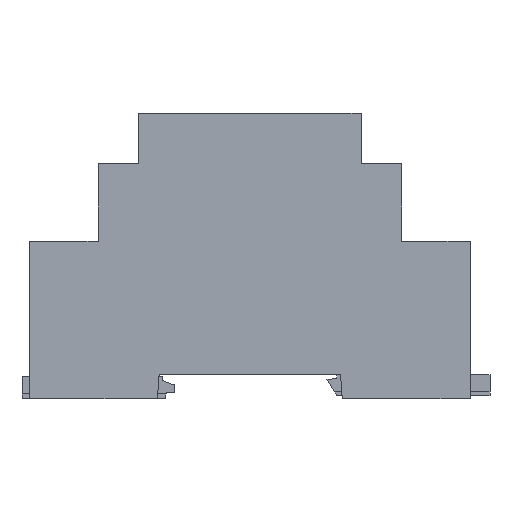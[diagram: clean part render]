
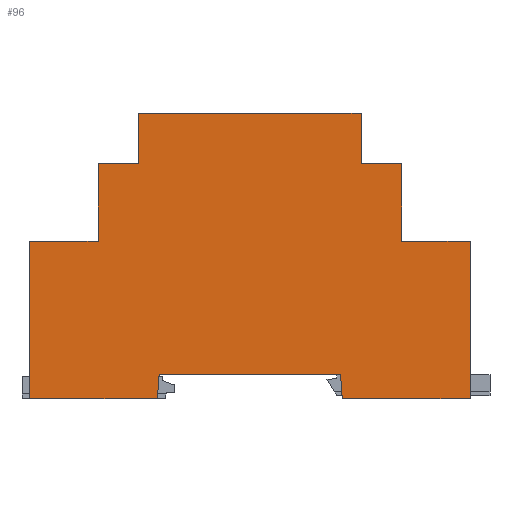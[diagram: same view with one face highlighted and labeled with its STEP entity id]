
A CAD part, left-side view. The second image highlights one B-rep face of the part: STEP entity #96.
In plain terms, the highlighted planar face has unit normal (-1, 0, 0).
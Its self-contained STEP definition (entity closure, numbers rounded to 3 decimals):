
#96=ADVANCED_FACE('',(#5322),#5324,.T.);
#5322=FACE_BOUND('',#5323,.T.);
#5323=EDGE_LOOP('',(#9876,#9877,#9878,#9879,#9880,#9881,#9882,#9883,#9884,#9885,
#9886,#9887,#9888,#9889,#9890,#9891));
#5324=PLANE('',#5325);
#5325=AXIS2_PLACEMENT_3D('',#5326,#5327,#5328);
#5326=CARTESIAN_POINT('',(-35.5,0.,0.));
#5327=DIRECTION('',(-1.,0.,0.));
#5328=DIRECTION('',(0.,0.,-1.));
#9876=ORIENTED_EDGE('',*,*,#13457,.T.);
#9877=ORIENTED_EDGE('',*,*,#13458,.T.);
#9878=ORIENTED_EDGE('',*,*,#13459,.T.);
#9879=ORIENTED_EDGE('',*,*,#13460,.T.);
#9880=ORIENTED_EDGE('',*,*,#13461,.T.);
#9881=ORIENTED_EDGE('',*,*,#13462,.T.);
#9882=ORIENTED_EDGE('',*,*,#13463,.T.);
#9883=ORIENTED_EDGE('',*,*,#13437,.T.);
#9884=ORIENTED_EDGE('',*,*,#13456,.T.);
#9885=ORIENTED_EDGE('',*,*,#13464,.T.);
#9886=ORIENTED_EDGE('',*,*,#13465,.T.);
#9887=ORIENTED_EDGE('',*,*,#13466,.T.);
#9888=ORIENTED_EDGE('',*,*,#13467,.T.);
#9889=ORIENTED_EDGE('',*,*,#13468,.T.);
#9890=ORIENTED_EDGE('',*,*,#13469,.T.);
#9891=ORIENTED_EDGE('',*,*,#13448,.T.);
#13437=EDGE_CURVE('',#15324,#15322,#15325,.T.);
#13448=EDGE_CURVE('',#15340,#15344,#15346,.T.);
#13456=EDGE_CURVE('',#15322,#15359,#15361,.T.);
#13457=EDGE_CURVE('',#15344,#15362,#15363,.T.);
#13458=EDGE_CURVE('',#15362,#15364,#15365,.T.);
#13459=EDGE_CURVE('',#15364,#15366,#15367,.T.);
#13460=EDGE_CURVE('',#15366,#15368,#15369,.T.);
#13461=EDGE_CURVE('',#15368,#15370,#15371,.T.);
#13462=EDGE_CURVE('',#15370,#15372,#15373,.T.);
#13463=EDGE_CURVE('',#15372,#15324,#15374,.T.);
#13464=EDGE_CURVE('',#15359,#15375,#15376,.T.);
#13465=EDGE_CURVE('',#15375,#15377,#15378,.T.);
#13466=EDGE_CURVE('',#15377,#15379,#15380,.T.);
#13467=EDGE_CURVE('',#15379,#15381,#15382,.T.);
#13468=EDGE_CURVE('',#15381,#15383,#15384,.T.);
#13469=EDGE_CURVE('',#15383,#15340,#15385,.T.);
#15322=VERTEX_POINT('',#18161);
#15324=VERTEX_POINT('',#18165);
#15325=LINE('',#18166,#18167);
#15340=VERTEX_POINT('',#18202);
#15344=VERTEX_POINT('',#18210);
#15346=LINE('',#18214,#18215);
#15359=VERTEX_POINT('',#18246);
#15361=LINE('',#18250,#18251);
#15362=VERTEX_POINT('',#18253);
#15363=LINE('',#18254,#18255);
#15364=VERTEX_POINT('',#18257);
#15365=LINE('',#18258,#18259);
#15366=VERTEX_POINT('',#18261);
#15367=LINE('',#18262,#18263);
#15368=VERTEX_POINT('',#18265);
#15369=LINE('',#18266,#18267);
#15370=VERTEX_POINT('',#18269);
#15371=LINE('',#18270,#18271);
#15372=VERTEX_POINT('',#18273);
#15373=LINE('',#18274,#18275);
#15374=LINE('',#18277,#18278);
#15375=VERTEX_POINT('',#18280);
#15376=LINE('',#18281,#18282);
#15377=VERTEX_POINT('',#18284);
#15378=LINE('',#18285,#18286);
#15379=VERTEX_POINT('',#18288);
#15380=LINE('',#18289,#18290);
#15381=VERTEX_POINT('',#18292);
#15382=LINE('',#18293,#18294);
#15383=VERTEX_POINT('',#18296);
#15384=LINE('',#18297,#18298);
#15385=LINE('',#18300,#18301);
#18161=CARTESIAN_POINT('',(-35.5,-30.7,26.878));
#18165=CARTESIAN_POINT('',(-35.5,-44.6,26.878));
#18166=CARTESIAN_POINT('',(-35.5,-44.6,26.878));
#18167=VECTOR('',#18168,1.);
#18168=DIRECTION('',(0.,1.,0.));
#18202=CARTESIAN_POINT('',(-35.5,30.7,26.878));
#18210=CARTESIAN_POINT('',(-35.5,44.6,26.878));
#18214=CARTESIAN_POINT('',(-35.5,30.7,26.878));
#18215=VECTOR('',#18216,1.);
#18216=DIRECTION('',(0.,1.,0.));
#18246=CARTESIAN_POINT('',(-35.5,-30.7,42.606));
#18250=CARTESIAN_POINT('',(-35.5,-30.7,26.878));
#18251=VECTOR('',#18252,1.);
#18252=DIRECTION('',(0.,0.,1.));
#18253=CARTESIAN_POINT('',(-35.5,44.6,-4.987));
#18254=CARTESIAN_POINT('',(-35.5,44.6,26.878));
#18255=VECTOR('',#18256,1.);
#18256=DIRECTION('',(0.,0.,-1.));
#18257=CARTESIAN_POINT('',(-35.5,18.7,-4.987));
#18258=CARTESIAN_POINT('',(-35.5,44.6,-4.987));
#18259=VECTOR('',#18260,1.);
#18260=DIRECTION('',(0.,-1.,0.));
#18261=CARTESIAN_POINT('',(-35.5,18.351,0.));
#18262=CARTESIAN_POINT('',(-35.5,18.7,-4.987));
#18263=VECTOR('',#18264,1.);
#18264=DIRECTION('',(0.,-0.07,0.998));
#18265=CARTESIAN_POINT('',(-35.5,-18.351,0.));
#18266=CARTESIAN_POINT('',(-35.5,18.351,0.));
#18267=VECTOR('',#18268,1.);
#18268=DIRECTION('',(0.,-1.,0.));
#18269=CARTESIAN_POINT('',(-35.5,-18.7,-4.987));
#18270=CARTESIAN_POINT('',(-35.5,-18.351,0.));
#18271=VECTOR('',#18272,1.);
#18272=DIRECTION('',(0.,-0.07,-0.998));
#18273=CARTESIAN_POINT('',(-35.5,-44.6,-4.987));
#18274=CARTESIAN_POINT('',(-35.5,-18.7,-4.987));
#18275=VECTOR('',#18276,1.);
#18276=DIRECTION('',(0.,-1.,0.));
#18277=CARTESIAN_POINT('',(-35.5,-44.6,-4.987));
#18278=VECTOR('',#18279,1.);
#18279=DIRECTION('',(0.,0.,1.));
#18280=CARTESIAN_POINT('',(-35.5,-22.5,42.606));
#18281=CARTESIAN_POINT('',(-35.5,-30.7,42.606));
#18282=VECTOR('',#18283,1.);
#18283=DIRECTION('',(0.,1.,0.));
#18284=CARTESIAN_POINT('',(-35.5,-22.5,52.804));
#18285=CARTESIAN_POINT('',(-35.5,-22.5,42.606));
#18286=VECTOR('',#18287,1.);
#18287=DIRECTION('',(0.,0.,1.));
#18288=CARTESIAN_POINT('',(-35.5,22.5,52.804));
#18289=CARTESIAN_POINT('',(-35.5,-22.5,52.804));
#18290=VECTOR('',#18291,1.);
#18291=DIRECTION('',(0.,1.,0.));
#18292=CARTESIAN_POINT('',(-35.5,22.5,42.606));
#18293=CARTESIAN_POINT('',(-35.5,22.5,52.804));
#18294=VECTOR('',#18295,1.);
#18295=DIRECTION('',(0.,0.,-1.));
#18296=CARTESIAN_POINT('',(-35.5,30.7,42.606));
#18297=CARTESIAN_POINT('',(-35.5,22.5,42.606));
#18298=VECTOR('',#18299,1.);
#18299=DIRECTION('',(0.,1.,0.));
#18300=CARTESIAN_POINT('',(-35.5,30.7,42.606));
#18301=VECTOR('',#18302,1.);
#18302=DIRECTION('',(0.,0.,-1.));
